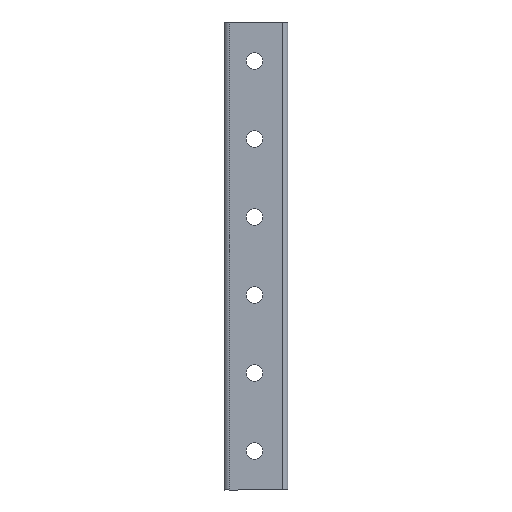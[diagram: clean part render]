
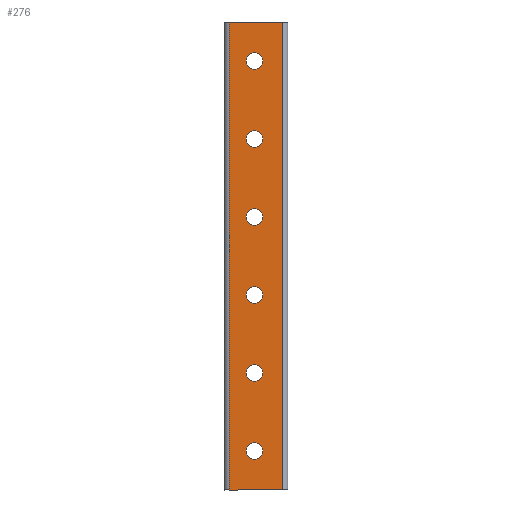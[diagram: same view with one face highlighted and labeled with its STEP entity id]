
A CAD part, left-side view. The second image highlights one B-rep face of the part: STEP entity #276.
In plain terms, the highlighted planar face has unit normal (-1, 0, 0).
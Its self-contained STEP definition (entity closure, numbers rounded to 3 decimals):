
#3 = EDGE_LOOP ( 'NONE', ( #666 ) ) ;
#21 = EDGE_LOOP ( 'NONE', ( #537 ) ) ;
#51 = FACE_BOUND ( 'NONE', #3, .T. ) ;
#63 = EDGE_LOOP ( 'NONE', ( #520 ) ) ;
#84 = FACE_BOUND ( 'NONE', #128, .T. ) ;
#90 = FACE_BOUND ( 'NONE', #140, .T. ) ;
#101 = FACE_OUTER_BOUND ( 'NONE', #262, .T. ) ;
#107 = FACE_BOUND ( 'NONE', #141, .T. ) ;
#128 = EDGE_LOOP ( 'NONE', ( #680 ) ) ;
#140 = EDGE_LOOP ( 'NONE', ( #525 ) ) ;
#141 = EDGE_LOOP ( 'NONE', ( #613 ) ) ;
#205 = FACE_BOUND ( 'NONE', #21, .T. ) ;
#206 = FACE_BOUND ( 'NONE', #63, .T. ) ;
#262 = EDGE_LOOP ( 'NONE', ( #530, #606, #607, #612 ) ) ;
#276 = ADVANCED_FACE ( 'NONE', ( #90, #84, #205, #107, #51, #206, #101 ), #1248, .F. ) ;
#362 = VERTEX_POINT ( 'NONE', #823 ) ;
#363 = LINE ( 'NONE', #1742, #425 ) ;
#372 = VERTEX_POINT ( 'NONE', #776 ) ;
#383 = LINE ( 'NONE', #1651, #467 ) ;
#403 = VERTEX_POINT ( 'NONE', #832 ) ;
#420 = VERTEX_POINT ( 'NONE', #833 ) ;
#421 = CIRCLE ( 'NONE', #2177, 5.25 ) ;
#422 = CIRCLE ( 'NONE', #2181, 5.25 ) ;
#425 = VECTOR ( 'NONE', #1788, 1000. ) ;
#433 = VERTEX_POINT ( 'NONE', #815 ) ;
#456 = CIRCLE ( 'NONE', #2191, 5.25 ) ;
#463 = VERTEX_POINT ( 'NONE', #834 ) ;
#467 = VECTOR ( 'NONE', #1693, 1000. ) ;
#520 = ORIENTED_EDGE ( 'NONE', *, *, #2047, .F. ) ;
#525 = ORIENTED_EDGE ( 'NONE', *, *, #2259, .F. ) ;
#530 = ORIENTED_EDGE ( 'NONE', *, *, #2140, .T. ) ;
#537 = ORIENTED_EDGE ( 'NONE', *, *, #1989, .F. ) ;
#606 = ORIENTED_EDGE ( 'NONE', *, *, #2134, .T. ) ;
#607 = ORIENTED_EDGE ( 'NONE', *, *, #2087, .T. ) ;
#612 = ORIENTED_EDGE ( 'NONE', *, *, #2110, .F. ) ;
#613 = ORIENTED_EDGE ( 'NONE', *, *, #2057, .F. ) ;
#666 = ORIENTED_EDGE ( 'NONE', *, *, #2131, .F. ) ;
#680 = ORIENTED_EDGE ( 'NONE', *, *, #2156, .F. ) ;
#684 = VERTEX_POINT ( 'NONE', #1264 ) ;
#714 = VERTEX_POINT ( 'NONE', #1785 ) ;
#717 = VERTEX_POINT ( 'NONE', #1478 ) ;
#724 = VERTEX_POINT ( 'NONE', #1527 ) ;
#776 = CARTESIAN_POINT ( 'NONE',  ( -20.5, 16.25, 125. ) ) ;
#815 = CARTESIAN_POINT ( 'NONE',  ( -20.5, 16.25, 75. ) ) ;
#823 = CARTESIAN_POINT ( 'NONE',  ( -20.5, 16.25, -75. ) ) ;
#832 = CARTESIAN_POINT ( 'NONE',  ( -20.5, 16.25, -125. ) ) ;
#833 = CARTESIAN_POINT ( 'NONE',  ( -20.5, 16.25, -25. ) ) ;
#834 = CARTESIAN_POINT ( 'NONE',  ( -20.5, 16.25, 25. ) ) ;
#877 = LINE ( 'NONE', #1932, #1068 ) ;
#913 = CIRCLE ( 'NONE', #2008, 5.25 ) ;
#1059 = CIRCLE ( 'NONE', #2159, 5.25 ) ;
#1068 = VECTOR ( 'NONE', #1939, 1000. ) ;
#1091 = LINE ( 'NONE', #1938, #1104 ) ;
#1104 = VECTOR ( 'NONE', #1712, 1000. ) ;
#1111 = CIRCLE ( 'NONE', #2150, 5.25 ) ;
#1248 = PLANE ( 'NONE',  #2281 ) ;
#1264 = CARTESIAN_POINT ( 'NONE',  ( -20.5, 37.5, 150. ) ) ;
#1286 = DIRECTION ( 'NONE',  ( 0., 1., 0. ) ) ;
#1334 = CARTESIAN_POINT ( 'NONE',  ( -20.5, 37.5, 1500. ) ) ;
#1478 = CARTESIAN_POINT ( 'NONE',  ( -20.5, 37.5, -150. ) ) ;
#1527 = CARTESIAN_POINT ( 'NONE',  ( -20.5, 3.5, -150. ) ) ;
#1533 = DIRECTION ( 'NONE',  ( 0., -1., 0. ) ) ;
#1535 = DIRECTION ( 'NONE',  ( -1., 0., 0. ) ) ;
#1537 = CARTESIAN_POINT ( 'NONE',  ( -20.5, 21.5, -125. ) ) ;
#1637 = DIRECTION ( 'NONE',  ( 1., 0., 0. ) ) ;
#1651 = CARTESIAN_POINT ( 'NONE',  ( -20.5, 37.5, 1500. ) ) ;
#1662 = DIRECTION ( 'NONE',  ( -1., 0., 0. ) ) ;
#1674 = DIRECTION ( 'NONE',  ( 0., -1., 0. ) ) ;
#1677 = CARTESIAN_POINT ( 'NONE',  ( -20.5, 21.5, 75. ) ) ;
#1685 = DIRECTION ( 'NONE',  ( -1., 0., 0. ) ) ;
#1689 = CARTESIAN_POINT ( 'NONE',  ( -20.5, 21.5, -25. ) ) ;
#1693 = DIRECTION ( 'NONE',  ( 0., 0., -1. ) ) ;
#1710 = DIRECTION ( 'NONE',  ( 0., -1., 0. ) ) ;
#1712 = DIRECTION ( 'NONE',  ( 0., 0., -1. ) ) ;
#1742 = CARTESIAN_POINT ( 'NONE',  ( -20.5, 41., 150. ) ) ;
#1785 = CARTESIAN_POINT ( 'NONE',  ( -20.5, 3.5, 150. ) ) ;
#1788 = DIRECTION ( 'NONE',  ( 0., 1., 0. ) ) ;
#1826 = DIRECTION ( 'NONE',  ( -1., 0., 0. ) ) ;
#1827 = CARTESIAN_POINT ( 'NONE',  ( -20.5, 21.5, 125. ) ) ;
#1832 = DIRECTION ( 'NONE',  ( 0., -1., 0. ) ) ;
#1859 = DIRECTION ( 'NONE',  ( 0., -1., 0. ) ) ;
#1860 = DIRECTION ( 'NONE',  ( -1., 0., 0. ) ) ;
#1863 = CARTESIAN_POINT ( 'NONE',  ( -20.5, 21.5, 25. ) ) ;
#1889 = DIRECTION ( 'NONE',  ( -1., 0., 0. ) ) ;
#1895 = CARTESIAN_POINT ( 'NONE',  ( -20.5, 21.5, -75. ) ) ;
#1914 = DIRECTION ( 'NONE',  ( 0., -1., 0. ) ) ;
#1932 = CARTESIAN_POINT ( 'NONE',  ( -20.5, 41., -150. ) ) ;
#1938 = CARTESIAN_POINT ( 'NONE',  ( -20.5, 3.5, 1500. ) ) ;
#1939 = DIRECTION ( 'NONE',  ( 0., -1., 0. ) ) ;
#1989 = EDGE_CURVE ( 'NONE', #420, #420, #913, .T. ) ;
#2008 = AXIS2_PLACEMENT_3D ( 'NONE', #1689, #1685, #1674 ) ;
#2047 = EDGE_CURVE ( 'NONE', #372, #372, #1111, .T. ) ;
#2057 = EDGE_CURVE ( 'NONE', #463, #463, #1059, .T. ) ;
#2087 = EDGE_CURVE ( 'NONE', #717, #724, #877, .T. ) ;
#2110 = EDGE_CURVE ( 'NONE', #714, #724, #1091, .T. ) ;
#2131 = EDGE_CURVE ( 'NONE', #433, #433, #421, .T. ) ;
#2134 = EDGE_CURVE ( 'NONE', #684, #717, #383, .T. ) ;
#2140 = EDGE_CURVE ( 'NONE', #714, #684, #363, .T. ) ;
#2150 = AXIS2_PLACEMENT_3D ( 'NONE', #1827, #1826, #1832 ) ;
#2156 = EDGE_CURVE ( 'NONE', #362, #362, #422, .T. ) ;
#2159 = AXIS2_PLACEMENT_3D ( 'NONE', #1863, #1860, #1859 ) ;
#2177 = AXIS2_PLACEMENT_3D ( 'NONE', #1677, #1662, #1710 ) ;
#2181 = AXIS2_PLACEMENT_3D ( 'NONE', #1895, #1889, #1914 ) ;
#2191 = AXIS2_PLACEMENT_3D ( 'NONE', #1537, #1535, #1533 ) ;
#2259 = EDGE_CURVE ( 'NONE', #403, #403, #456, .T. ) ;
#2281 = AXIS2_PLACEMENT_3D ( 'NONE', #1334, #1637, #1286 ) ;
